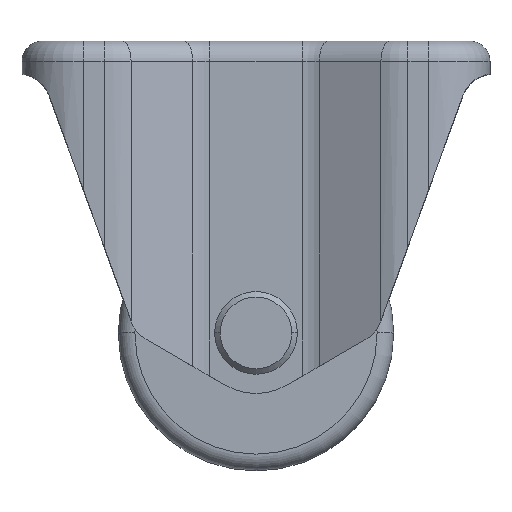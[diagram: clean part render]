
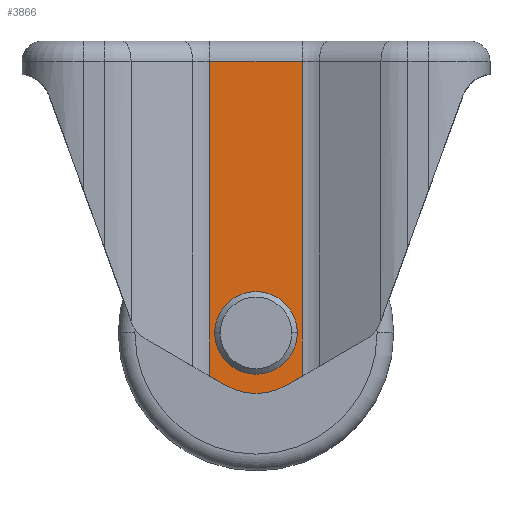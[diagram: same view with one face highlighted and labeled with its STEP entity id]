
A CAD part, top view. The second image highlights one B-rep face of the part: STEP entity #3866.
In plain terms, the highlighted planar face has unit normal (0, 0, 1).
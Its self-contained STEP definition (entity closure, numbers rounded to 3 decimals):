
#156 = VERTEX_POINT ( 'NONE', #572 ) ;
#159 = VERTEX_POINT ( 'NONE', #575 ) ;
#431 = ORIENTED_EDGE ( 'NONE', *, *, #593, .F. ) ;
#433 = ORIENTED_EDGE ( 'NONE', *, *, #612, .F. ) ;
#434 = ORIENTED_EDGE ( 'NONE', *, *, #2070, .F. ) ;
#454 = ORIENTED_EDGE ( 'NONE', *, *, #623, .F. ) ;
#461 = ORIENTED_EDGE ( 'NONE', *, *, #607, .T. ) ;
#466 = ORIENTED_EDGE ( 'NONE', *, *, #694, .T. ) ;
#468 = ORIENTED_EDGE ( 'NONE', *, *, #606, .F. ) ;
#473 = ORIENTED_EDGE ( 'NONE', *, *, #626, .F. ) ;
#572 = CARTESIAN_POINT ( 'NONE',  ( -7.5, -53., 21.7 ) ) ;
#575 = CARTESIAN_POINT ( 'NONE',  ( 7.5, -53., 21.7 ) ) ;
#593 = EDGE_CURVE ( 'NONE', #3266, #3273, #1408, .T. ) ;
#606 = EDGE_CURVE ( 'NONE', #3270, #3268, #1463, .T. ) ;
#607 = EDGE_CURVE ( 'NONE', #3275, #3273, #1466, .T. ) ;
#612 = EDGE_CURVE ( 'NONE', #156, #159, #3843, .T. ) ;
#623 = EDGE_CURVE ( 'NONE', #3268, #3263, #3828, .T. ) ;
#626 = EDGE_CURVE ( 'NONE', #3263, #3266, #1525, .T. ) ;
#694 = EDGE_CURVE ( 'NONE', #3270, #3275, #1748, .T. ) ;
#1408 = LINE ( 'NONE', #1409, #3741 ) ;
#1409 = CARTESIAN_POINT ( 'NONE',  ( -8.431, -6., 21.7 ) ) ;
#1410 = DIRECTION ( 'NONE',  ( 0., 1., 0. ) ) ;
#1463 = LINE ( 'NONE', #1464, #3728 ) ;
#1464 = CARTESIAN_POINT ( 'NONE',  ( 32.175, -47.126, 21.7 ) ) ;
#1465 = DIRECTION ( 'NONE',  ( -0.866, -0.5, 0. ) ) ;
#1466 = LINE ( 'NONE', #1467, #3731 ) ;
#1467 = CARTESIAN_POINT ( 'NONE',  ( 8.431, -3.7, 21.7 ) ) ;
#1468 = DIRECTION ( 'NONE',  ( -1., 0., 0. ) ) ;
#1482 = CARTESIAN_POINT ( 'NONE',  ( 0., -53., 21.7 ) ) ;
#1483 = DIRECTION ( 'NONE',  ( 0., 0., 1. ) ) ;
#1484 = DIRECTION ( 'NONE',  ( 1., 0., 0. ) ) ;
#1515 = CARTESIAN_POINT ( 'NONE',  ( 0., -53., 21.7 ) ) ;
#1516 = DIRECTION ( 'NONE',  ( 0., 0., -1. ) ) ;
#1517 = DIRECTION ( 'NONE',  ( 1., 0., 0. ) ) ;
#1525 = LINE ( 'NONE', #1526, #3219 ) ;
#1526 = CARTESIAN_POINT ( 'NONE',  ( -19.528, -54.427, 21.7 ) ) ;
#1527 = DIRECTION ( 'NONE',  ( -0.866, 0.5, 0. ) ) ;
#1748 = LINE ( 'NONE', #1749, #3956 ) ;
#1749 = CARTESIAN_POINT ( 'NONE',  ( 8.431, -6., 21.7 ) ) ;
#1750 = DIRECTION ( 'NONE',  ( 0., 1., 0. ) ) ;
#2070 = EDGE_CURVE ( 'NONE', #159, #156, #3466, .T. ) ;
#2366 = PLANE ( 'NONE',  #3620 ) ;
#2367 = CARTESIAN_POINT ( 'NONE',  ( 8.431, -6., 21.7 ) ) ;
#2368 = DIRECTION ( 'NONE',  ( 0., 0., 1. ) ) ;
#2369 = DIRECTION ( 'NONE',  ( 1., 0., 0. ) ) ;
#2627 = CARTESIAN_POINT ( 'NONE',  ( 0., -53., 21.7 ) ) ;
#2628 = DIRECTION ( 'NONE',  ( 0., 0., 1. ) ) ;
#2629 = DIRECTION ( 'NONE',  ( 1., 0., 0. ) ) ;
#2986 = CARTESIAN_POINT ( 'NONE',  ( -5.5, -62.526, 21.7 ) ) ;
#2989 = CARTESIAN_POINT ( 'NONE',  ( -8.431, -60.834, 21.7 ) ) ;
#2991 = CARTESIAN_POINT ( 'NONE',  ( 5.5, -62.526, 21.7 ) ) ;
#2993 = CARTESIAN_POINT ( 'NONE',  ( 8.431, -60.834, 21.7 ) ) ;
#2996 = CARTESIAN_POINT ( 'NONE',  ( -8.431, -3.7, 21.7 ) ) ;
#2998 = CARTESIAN_POINT ( 'NONE',  ( 8.431, -3.7, 21.7 ) ) ;
#3219 = VECTOR ( 'NONE', #1527, 1000. ) ;
#3232 = AXIS2_PLACEMENT_3D ( 'NONE', #1515, #1516, #1517 ) ;
#3263 = VERTEX_POINT ( 'NONE', #2986 ) ;
#3266 = VERTEX_POINT ( 'NONE', #2989 ) ;
#3268 = VERTEX_POINT ( 'NONE', #2991 ) ;
#3270 = VERTEX_POINT ( 'NONE', #2993 ) ;
#3273 = VERTEX_POINT ( 'NONE', #2996 ) ;
#3275 = VERTEX_POINT ( 'NONE', #2998 ) ;
#3466 = CIRCLE ( 'NONE', #5007, 7.5 ) ;
#3615 = FACE_OUTER_BOUND ( 'NONE', #4565, .T. ) ;
#3618 = FACE_BOUND ( 'NONE', #4563, .T. ) ;
#3620 = AXIS2_PLACEMENT_3D ( 'NONE', #2367, #2368, #2369 ) ;
#3728 = VECTOR ( 'NONE', #1465, 1000. ) ;
#3731 = VECTOR ( 'NONE', #1468, 1000. ) ;
#3741 = VECTOR ( 'NONE', #1410, 1000. ) ;
#3757 = AXIS2_PLACEMENT_3D ( 'NONE', #1482, #1483, #1484 ) ;
#3828 = CIRCLE ( 'NONE', #3232, 11. ) ;
#3843 = CIRCLE ( 'NONE', #3757, 7.5 ) ;
#3866 = ADVANCED_FACE ( 'NONE', ( #3615, #3618 ), #2366, .T. ) ;
#3956 = VECTOR ( 'NONE', #1750, 1000. ) ;
#4563 = EDGE_LOOP ( 'NONE', ( #434, #433 ) ) ;
#4565 = EDGE_LOOP ( 'NONE', ( #473, #454, #468, #466, #461, #431 ) ) ;
#5007 = AXIS2_PLACEMENT_3D ( 'NONE', #2627, #2628, #2629 ) ;
